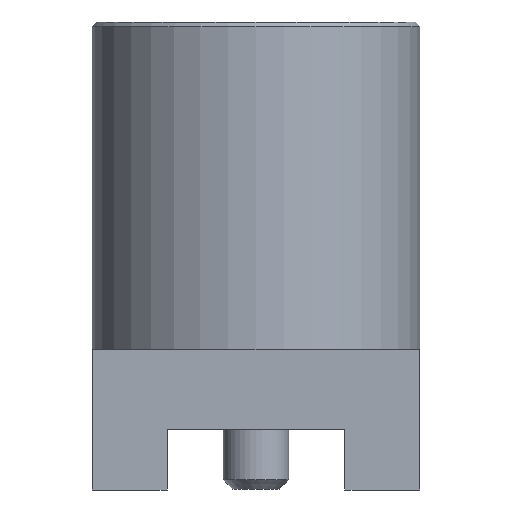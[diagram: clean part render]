
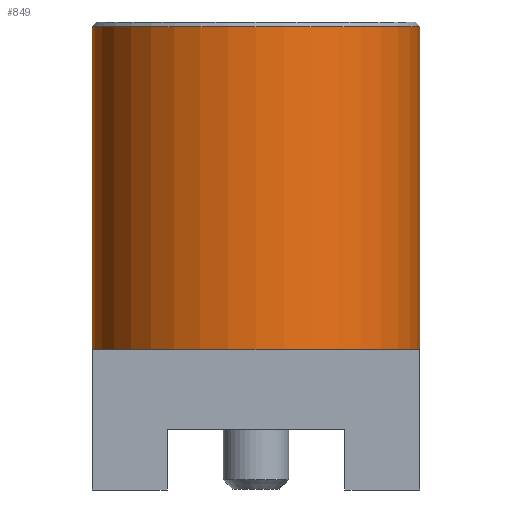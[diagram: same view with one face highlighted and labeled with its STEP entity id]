
A CAD part, front view. The second image highlights one B-rep face of the part: STEP entity #849.
In plain terms, the highlighted cylindrical face has radius 1.75 mm (diameter 3.5 mm), a full revolution.
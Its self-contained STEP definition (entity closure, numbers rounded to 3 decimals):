
#85=FACE_OUTER_BOUND('',#137,.T.);
#137=EDGE_LOOP('',(#599,#600,#601,#602,#603,#604,#605));
#184=LINE('',#1323,#254);
#254=VECTOR('',#1084,1.75);
#321=CIRCLE('',#912,1.75);
#334=CIRCLE('',#934,1.75);
#335=CIRCLE('',#935,1.75);
#336=CIRCLE('',#936,1.75);
#337=CIRCLE('',#937,1.75);
#356=VERTEX_POINT('',#1273);
#369=VERTEX_POINT('',#1315);
#370=VERTEX_POINT('',#1316);
#371=VERTEX_POINT('',#1318);
#372=VERTEX_POINT('',#1320);
#435=EDGE_CURVE('',#356,#356,#321,.T.);
#455=EDGE_CURVE('',#369,#370,#334,.T.);
#456=EDGE_CURVE('',#371,#369,#335,.T.);
#457=EDGE_CURVE('',#372,#371,#336,.T.);
#458=EDGE_CURVE('',#370,#372,#337,.T.);
#459=EDGE_CURVE('',#370,#356,#184,.T.);
#599=ORIENTED_EDGE('',*,*,#455,.F.);
#600=ORIENTED_EDGE('',*,*,#456,.F.);
#601=ORIENTED_EDGE('',*,*,#457,.F.);
#602=ORIENTED_EDGE('',*,*,#458,.F.);
#603=ORIENTED_EDGE('',*,*,#459,.T.);
#604=ORIENTED_EDGE('',*,*,#435,.T.);
#605=ORIENTED_EDGE('',*,*,#459,.F.);
#779=CYLINDRICAL_SURFACE('',#933,1.75);
#849=ADVANCED_FACE('',(#85),#779,.T.);
#912=AXIS2_PLACEMENT_3D('',#1274,#1025,#1026);
#933=AXIS2_PLACEMENT_3D('',#1314,#1074,#1075);
#934=AXIS2_PLACEMENT_3D('',#1317,#1076,#1077);
#935=AXIS2_PLACEMENT_3D('',#1319,#1078,#1079);
#936=AXIS2_PLACEMENT_3D('',#1321,#1080,#1081);
#937=AXIS2_PLACEMENT_3D('',#1322,#1082,#1083);
#1025=DIRECTION('center_axis',(0.,0.,-1.));
#1026=DIRECTION('ref_axis',(-1.,0.,0.));
#1074=DIRECTION('center_axis',(0.,0.,-1.));
#1075=DIRECTION('ref_axis',(-1.,0.,0.));
#1076=DIRECTION('center_axis',(0.,0.,-1.));
#1077=DIRECTION('ref_axis',(0.,1.,0.));
#1078=DIRECTION('center_axis',(0.,0.,-1.));
#1079=DIRECTION('ref_axis',(0.,1.,0.));
#1080=DIRECTION('center_axis',(0.,0.,-1.));
#1081=DIRECTION('ref_axis',(0.,1.,0.));
#1082=DIRECTION('center_axis',(0.,0.,-1.));
#1083=DIRECTION('ref_axis',(0.,1.,0.));
#1084=DIRECTION('',(0.,0.,1.));
#1273=CARTESIAN_POINT('',(1.75,0.,3.875));
#1274=CARTESIAN_POINT('Origin',(0.,0.,3.875));
#1314=CARTESIAN_POINT('Origin',(0.,0.,3.925));
#1315=CARTESIAN_POINT('',(0.,1.75,0.425));
#1316=CARTESIAN_POINT('',(1.75,0.,0.425));
#1317=CARTESIAN_POINT('Origin',(0.,0.,0.425));
#1318=CARTESIAN_POINT('',(-1.75,0.,0.425));
#1319=CARTESIAN_POINT('Origin',(0.,0.,0.425));
#1320=CARTESIAN_POINT('',(0.,-1.75,0.425));
#1321=CARTESIAN_POINT('Origin',(0.,0.,0.425));
#1322=CARTESIAN_POINT('Origin',(0.,0.,0.425));
#1323=CARTESIAN_POINT('',(1.75,0.,3.925));
